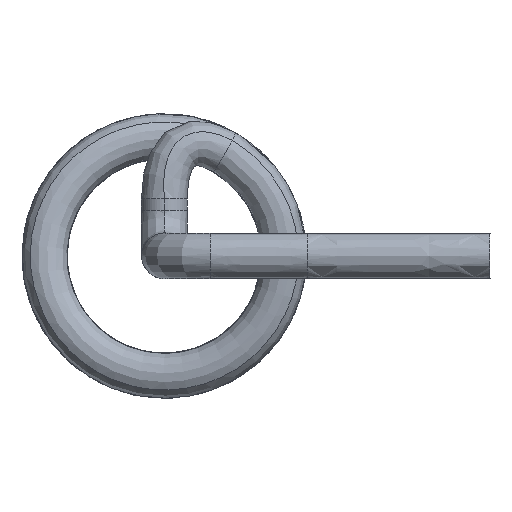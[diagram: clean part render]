
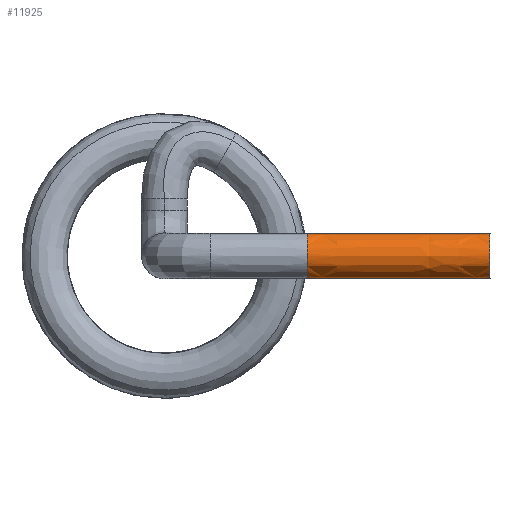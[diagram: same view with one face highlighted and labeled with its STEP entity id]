
A CAD part, left-side view. The second image highlights one B-rep face of the part: STEP entity #11925.
In plain terms, the highlighted free-form (B-spline) face has degree [3, 3] with [10, 4] control points.
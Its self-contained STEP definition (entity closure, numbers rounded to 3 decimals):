
#9 = CARTESIAN_POINT ( 'NONE',  ( 0.402, -2.14, 0.209 ) ) ;
#82 = CARTESIAN_POINT ( 'NONE',  ( 0.209, 0., -0.4 ) ) ;
#95 = VERTEX_POINT ( 'NONE', #9268 ) ;
#157 = CARTESIAN_POINT ( 'NONE',  ( -0.398, -2.127, 0.209 ) ) ;
#781 = ORIENTED_EDGE ( 'NONE', *, *, #11482, .T. ) ;
#1086 = CARTESIAN_POINT ( 'NONE',  ( -0.4, -3.2, 0.209 ) ) ;
#1129 = CARTESIAN_POINT ( 'NONE',  ( 0.209, -3.2, 0.4 ) ) ;
#1202 = CARTESIAN_POINT ( 'NONE',  ( 0.003, -1.067, -0.4 ) ) ;
#1278 = CARTESIAN_POINT ( 'NONE',  ( 0.4, -3.2, -0.209 ) ) ;
#1323 = CARTESIAN_POINT ( 'NONE',  ( 0., 0., 0.4 ) ) ;
#1355 = CARTESIAN_POINT ( 'NONE',  ( 0.212, -1.074, -0.4 ) ) ;
#1432 = CARTESIAN_POINT ( 'NONE',  ( -0.4, -3.2, 0.209 ) ) ;
#1630 = B_SPLINE_CURVE_WITH_KNOTS ( 'NONE', 3,
 ( #13604, #3625, #6977, #1086, #9291, #7864 ),
 .UNSPECIFIED., .F., .F.,
 ( 4, 2, 4 ),
 ( 0.001, 0.002, 0.002 ),
 .UNSPECIFIED. ) ;
#1818 = EDGE_CURVE ( 'NONE', #4724, #95, #11224, .T. ) ;
#1823 = VERTEX_POINT ( 'NONE', #14362 ) ;
#2318 = CARTESIAN_POINT ( 'NONE',  ( -0.209, -3.2, 0.4 ) ) ;
#2626 = CARTESIAN_POINT ( 'NONE',  ( 0.403, -1.08, 0.209 ) ) ;
#3053 = CARTESIAN_POINT ( 'NONE',  ( 0., 0., -0.4 ) ) ;
#3109 = CARTESIAN_POINT ( 'NONE',  ( 0., -3.2, -0.4 ) ) ;
#3442 = CARTESIAN_POINT ( 'NONE',  ( -0.209, 0., -0.4 ) ) ;
#3515 = CARTESIAN_POINT ( 'NONE',  ( 0.209, -3.2, -0.4 ) ) ;
#3591 = CARTESIAN_POINT ( 'NONE',  ( 0., -3.2, -0.4 ) ) ;
#3625 = CARTESIAN_POINT ( 'NONE',  ( -0.209, -3.2, -0.4 ) ) ;
#3668 = CARTESIAN_POINT ( 'NONE',  ( 0.211, -2.137, -0.4 ) ) ;
#4298 = CARTESIAN_POINT ( 'NONE',  ( 0., 0., 0.4 ) ) ;
#4563 = CARTESIAN_POINT ( 'NONE',  ( 0.211, -2.137, 0.4 ) ) ;
#4636 = CARTESIAN_POINT ( 'NONE',  ( 0., 0., -0.4 ) ) ;
#4712 = CARTESIAN_POINT ( 'NONE',  ( -0.397, -1.054, -0.209 ) ) ;
#4724 = VERTEX_POINT ( 'NONE', #3053 ) ;
#4863 = CARTESIAN_POINT ( 'NONE',  ( -0.398, -2.127, -0.209 ) ) ;
#5003 = B_SPLINE_CURVE_WITH_KNOTS ( 'NONE', 3,
 ( #1323, #13997, #5957, #7749 ),
 .UNSPECIFIED., .F., .F.,
 ( 4, 4 ),
 ( 0.978, 1. ),
 .UNSPECIFIED. ) ;
#5279 = CARTESIAN_POINT ( 'NONE',  ( 0., 0., -0.4 ) ) ;
#5531 = B_SPLINE_SURFACE_WITH_KNOTS ( 'NONE', 3, 3, ( 
 ( #8132, #5913, #9255, #3591 ),
 ( #82, #1355, #3668, #3515 ),
 ( #7018, #10301, #11494, #1278 ),
 ( #5836, #2626, #9, #8207 ),
 ( #12752, #13953, #4563, #1129 ),
 ( #11571, #10536, #7094, #2318 ),
 ( #6872, #10224, #157, #1432 ),
 ( #13647, #4712, #4863, #11343 ),
 ( #3442, #9181, #7979, #13724 ),
 ( #11418, #1202, #5762, #12602 ) ),
 .UNSPECIFIED., .T., .F., .F.,
 ( 4, 2, 2, 2, 4 ),
 ( 4, 4 ),
 ( 0., 0.25, 0.5, 0.75, 1. ),
 ( 0.978, 1. ),
 .UNSPECIFIED. ) ;
#5762 = CARTESIAN_POINT ( 'NONE',  ( 0.002, -2.133, -0.4 ) ) ;
#5836 = CARTESIAN_POINT ( 'NONE',  ( 0.4, 0., 0.209 ) ) ;
#5902 = B_SPLINE_CURVE_WITH_KNOTS ( 'NONE', 3,
 ( #4636, #5988, #13798, #10457 ),
 .UNSPECIFIED., .F., .F.,
 ( 4, 4 ),
 ( 0.978, 1. ),
 .UNSPECIFIED. ) ;
#5913 = CARTESIAN_POINT ( 'NONE',  ( 0.003, -1.067, -0.4 ) ) ;
#5957 = CARTESIAN_POINT ( 'NONE',  ( 0.002, -2.133, 0.4 ) ) ;
#5988 = CARTESIAN_POINT ( 'NONE',  ( 0.003, -1.067, -0.4 ) ) ;
#6535 = CARTESIAN_POINT ( 'NONE',  ( -0.209, 0., -0.4 ) ) ;
#6872 = CARTESIAN_POINT ( 'NONE',  ( -0.4, 0., 0.209 ) ) ;
#6959 = ORIENTED_EDGE ( 'NONE', *, *, #8838, .F. ) ;
#6977 = CARTESIAN_POINT ( 'NONE',  ( -0.4, -3.2, -0.209 ) ) ;
#7018 = CARTESIAN_POINT ( 'NONE',  ( 0.4, 0., -0.209 ) ) ;
#7094 = CARTESIAN_POINT ( 'NONE',  ( -0.208, -2.13, 0.4 ) ) ;
#7549 = EDGE_CURVE ( 'NONE', #10161, #1823, #1630, .T. ) ;
#7749 = CARTESIAN_POINT ( 'NONE',  ( 0., -3.2, 0.4 ) ) ;
#7864 = CARTESIAN_POINT ( 'NONE',  ( 0., -3.2, 0.4 ) ) ;
#7979 = CARTESIAN_POINT ( 'NONE',  ( -0.208, -2.13, -0.4 ) ) ;
#8132 = CARTESIAN_POINT ( 'NONE',  ( 0., 0., -0.4 ) ) ;
#8207 = CARTESIAN_POINT ( 'NONE',  ( 0.4, -3.2, 0.209 ) ) ;
#8700 = CARTESIAN_POINT ( 'NONE',  ( -0.4, 0., 0.209 ) ) ;
#8838 = EDGE_CURVE ( 'NONE', #95, #1823, #5003, .T. ) ;
#8845 = CARTESIAN_POINT ( 'NONE',  ( -0.4, 0., -0.209 ) ) ;
#9181 = CARTESIAN_POINT ( 'NONE',  ( -0.206, -1.06, -0.4 ) ) ;
#9194 = ORIENTED_EDGE ( 'NONE', *, *, #1818, .F. ) ;
#9255 = CARTESIAN_POINT ( 'NONE',  ( 0.002, -2.133, -0.4 ) ) ;
#9268 = CARTESIAN_POINT ( 'NONE',  ( 0., 0., 0.4 ) ) ;
#9291 = CARTESIAN_POINT ( 'NONE',  ( -0.209, -3.2, 0.4 ) ) ;
#9819 = CARTESIAN_POINT ( 'NONE',  ( -0.209, 0., 0.4 ) ) ;
#10161 = VERTEX_POINT ( 'NONE', #3109 ) ;
#10224 = CARTESIAN_POINT ( 'NONE',  ( -0.397, -1.054, 0.209 ) ) ;
#10301 = CARTESIAN_POINT ( 'NONE',  ( 0.403, -1.08, -0.209 ) ) ;
#10457 = CARTESIAN_POINT ( 'NONE',  ( 0., -3.2, -0.4 ) ) ;
#10536 = CARTESIAN_POINT ( 'NONE',  ( -0.206, -1.06, 0.4 ) ) ;
#11224 = B_SPLINE_CURVE_WITH_KNOTS ( 'NONE', 3,
 ( #5279, #6535, #8845, #8700, #9819, #4298 ),
 .UNSPECIFIED., .F., .F.,
 ( 4, 2, 4 ),
 ( 0., 0.25, 0.5 ),
 .UNSPECIFIED. ) ;
#11343 = CARTESIAN_POINT ( 'NONE',  ( -0.4, -3.2, -0.209 ) ) ;
#11418 = CARTESIAN_POINT ( 'NONE',  ( 0., 0., -0.4 ) ) ;
#11482 = EDGE_CURVE ( 'NONE', #4724, #10161, #5902, .T. ) ;
#11494 = CARTESIAN_POINT ( 'NONE',  ( 0.402, -2.14, -0.209 ) ) ;
#11571 = CARTESIAN_POINT ( 'NONE',  ( -0.209, 0., 0.4 ) ) ;
#11925 = ADVANCED_FACE ( 'NONE', ( #13004 ), #5531, .T. ) ;
#12251 = ORIENTED_EDGE ( 'NONE', *, *, #7549, .T. ) ;
#12395 = EDGE_LOOP ( 'NONE', ( #6959, #9194, #781, #12251 ) ) ;
#12602 = CARTESIAN_POINT ( 'NONE',  ( 0., -3.2, -0.4 ) ) ;
#12752 = CARTESIAN_POINT ( 'NONE',  ( 0.209, 0., 0.4 ) ) ;
#13004 = FACE_OUTER_BOUND ( 'NONE', #12395, .T. ) ;
#13604 = CARTESIAN_POINT ( 'NONE',  ( 0., -3.2, -0.4 ) ) ;
#13647 = CARTESIAN_POINT ( 'NONE',  ( -0.4, 0., -0.209 ) ) ;
#13724 = CARTESIAN_POINT ( 'NONE',  ( -0.209, -3.2, -0.4 ) ) ;
#13798 = CARTESIAN_POINT ( 'NONE',  ( 0.002, -2.133, -0.4 ) ) ;
#13953 = CARTESIAN_POINT ( 'NONE',  ( 0.212, -1.074, 0.4 ) ) ;
#13997 = CARTESIAN_POINT ( 'NONE',  ( 0.003, -1.067, 0.4 ) ) ;
#14362 = CARTESIAN_POINT ( 'NONE',  ( 0., -3.2, 0.4 ) ) ;
